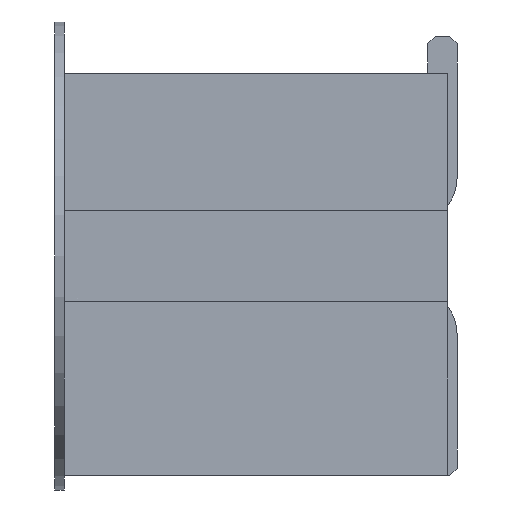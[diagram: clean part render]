
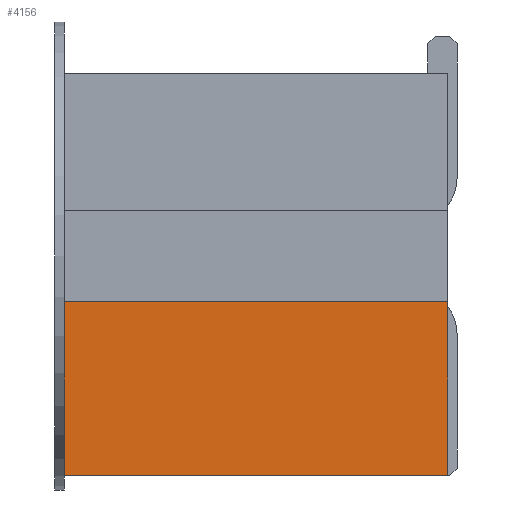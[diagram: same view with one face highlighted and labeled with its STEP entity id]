
A CAD part, left-side view. The second image highlights one B-rep face of the part: STEP entity #4156.
In plain terms, the highlighted planar face has unit normal (-1, 0, 0).
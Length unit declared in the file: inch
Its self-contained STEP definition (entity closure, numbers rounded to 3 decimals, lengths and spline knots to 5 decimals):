
#471=LINE('',#6550,#1021);
#499=LINE('',#6605,#1049);
#521=LINE('',#6647,#1071);
#523=LINE('',#6650,#1073);
#1021=VECTOR('',#5375,39.37008);
#1049=VECTOR('',#5407,39.37008);
#1071=VECTOR('',#5437,39.37008);
#1073=VECTOR('',#5441,39.37008);
#1300=PLANE('',#4457);
#2377=ORIENTED_EDGE('',*,*,#3059,.F.);
#2378=ORIENTED_EDGE('',*,*,#3061,.T.);
#2379=ORIENTED_EDGE('',*,*,#3037,.T.);
#2380=ORIENTED_EDGE('',*,*,#3009,.T.);
#3009=EDGE_CURVE('',#3437,#3439,#471,.T.);
#3037=EDGE_CURVE('',#3465,#3437,#499,.T.);
#3059=EDGE_CURVE('',#3480,#3439,#521,.T.);
#3061=EDGE_CURVE('',#3480,#3465,#523,.T.);
#3437=VERTEX_POINT('',#6545);
#3439=VERTEX_POINT('',#6549);
#3465=VERTEX_POINT('',#6606);
#3480=VERTEX_POINT('',#6646);
#3720=EDGE_LOOP('',(#2377,#2378,#2379,#2380));
#3928=FACE_BOUND('',#3720,.T.);
#4156=ADVANCED_FACE('',(#3928),#1300,.F.);
#4457=AXIS2_PLACEMENT_3D('',#6649,#5439,#5440);
#5375=DIRECTION('',(0.,-1.,0.));
#5407=DIRECTION('',(0.,0.,-1.));
#5437=DIRECTION('',(0.,0.,-1.));
#5439=DIRECTION('',(1.,0.,0.));
#5440=DIRECTION('',(0.,0.,-1.));
#5441=DIRECTION('',(0.,1.,0.));
#6545=CARTESIAN_POINT('',(-0.25,0.21,-0.12));
#6549=CARTESIAN_POINT('',(-0.25,0.,-0.12));
#6550=CARTESIAN_POINT('',(-0.25,0.21,-0.12));
#6605=CARTESIAN_POINT('',(-0.25,0.21,0.1));
#6606=CARTESIAN_POINT('',(-0.25,0.21,-0.025));
#6646=CARTESIAN_POINT('',(-0.25,0.,-0.025));
#6647=CARTESIAN_POINT('',(-0.25,0.,0.1));
#6649=CARTESIAN_POINT('',(-0.25,0.21,0.1));
#6650=CARTESIAN_POINT('',(-0.25,0.21,-0.025));
